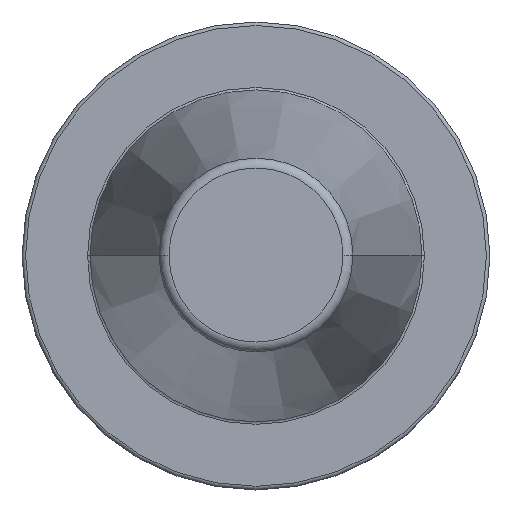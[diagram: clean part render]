
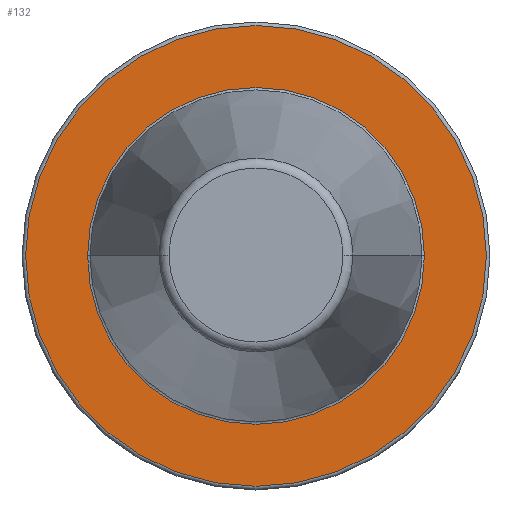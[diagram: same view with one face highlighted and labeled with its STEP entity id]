
A CAD part, top view. The second image highlights one B-rep face of the part: STEP entity #132.
In plain terms, the highlighted planar face has unit normal (0, 0, 1).
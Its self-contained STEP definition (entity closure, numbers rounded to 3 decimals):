
#54=PLANE('',#995);
#77=FACE_BOUND('',#254,.T.);
#78=FACE_BOUND('',#255,.T.);
#132=ADVANCED_FACE('',(#77,#78),#54,.F.);
#254=EDGE_LOOP('',(#451));
#255=EDGE_LOOP('',(#452,#453));
#298=CIRCLE('',#932,35.425);
#300=CIRCLE('',#935,35.425);
#339=CIRCLE('',#994,48.46);
#451=ORIENTED_EDGE('',*,*,#750,.T.);
#452=ORIENTED_EDGE('',*,*,#696,.T.);
#453=ORIENTED_EDGE('',*,*,#698,.T.);
#615=VERTEX_POINT('',#1371);
#618=VERTEX_POINT('',#1376);
#652=VERTEX_POINT('',#1486);
#696=EDGE_CURVE('',#615,#618,#298,.T.);
#698=EDGE_CURVE('',#618,#615,#300,.T.);
#750=EDGE_CURVE('',#652,#652,#339,.T.);
#932=AXIS2_PLACEMENT_3D('',#1377,#1078,#1079);
#935=AXIS2_PLACEMENT_3D('',#1380,#1084,#1085);
#994=AXIS2_PLACEMENT_3D('',#1485,#1215,#1216);
#995=AXIS2_PLACEMENT_3D('',#1487,#1217,#1218);
#1078=DIRECTION('',(0.,0.,-1.));
#1079=DIRECTION('',(-1.,0.,0.));
#1084=DIRECTION('',(0.,0.,-1.));
#1085=DIRECTION('',(-1.,0.,0.));
#1215=DIRECTION('',(0.,0.,1.));
#1216=DIRECTION('',(-1.,0.,0.));
#1217=DIRECTION('',(0.,0.,-1.));
#1218=DIRECTION('',(1.,0.,0.));
#1371=CARTESIAN_POINT('',(-35.425,0.,-3.2));
#1376=CARTESIAN_POINT('',(35.425,0.,-3.2));
#1377=CARTESIAN_POINT('',(0.,0.,-3.2));
#1380=CARTESIAN_POINT('',(0.,0.,-3.2));
#1485=CARTESIAN_POINT('',(0.,0.,-3.2));
#1486=CARTESIAN_POINT('',(-48.46,0.,-3.2));
#1487=CARTESIAN_POINT('',(0.,35.425,-3.2));
